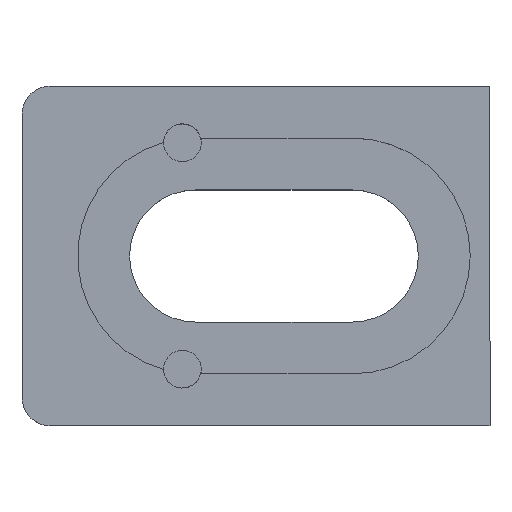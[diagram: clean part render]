
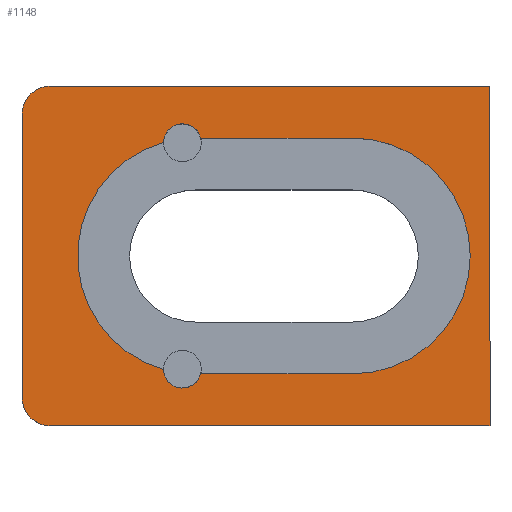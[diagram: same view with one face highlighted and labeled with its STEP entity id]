
A CAD part, top view. The second image highlights one B-rep face of the part: STEP entity #1148.
In plain terms, the highlighted planar face has unit normal (0, 0, 1).
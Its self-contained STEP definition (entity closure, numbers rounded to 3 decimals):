
#3 = CARTESIAN_POINT ( 'NONE',  ( -4.9, 6.014, 3. ) ) ;
#25 = CARTESIAN_POINT ( 'NONE',  ( 5.1, 0., 3. ) ) ;
#41 = LINE ( 'NONE', #829, #337 ) ;
#67 = CIRCLE ( 'NONE', #715, 6.25 ) ;
#69 = LINE ( 'NONE', #820, #977 ) ;
#85 = CARTESIAN_POINT ( 'NONE',  ( -2.932, -6.25, 3. ) ) ;
#136 = DIRECTION ( 'NONE',  ( 1., 0., 0. ) ) ;
#169 = CARTESIAN_POINT ( 'NONE',  ( -3.2, 0., 3. ) ) ;
#173 = LINE ( 'NONE', #1099, #1365 ) ;
#177 = CARTESIAN_POINT ( 'NONE',  ( -3.9, 6., 3. ) ) ;
#228 = CIRCLE ( 'NONE', #442, 1. ) ;
#248 = CARTESIAN_POINT ( 'NONE',  ( -3.9, -6., 3. ) ) ;
#263 = EDGE_CURVE ( 'NONE', #1446, #638, #1239, .T. ) ;
#264 = VECTOR ( 'NONE', #879, 1000. ) ;
#281 = CIRCLE ( 'NONE', #304, 6.25 ) ;
#284 = DIRECTION ( 'NONE',  ( 1., 0., 0. ) ) ;
#290 = DIRECTION ( 'NONE',  ( 1., 0., 0. ) ) ;
#293 = EDGE_CURVE ( 'NONE', #1071, #611, #281, .T. ) ;
#304 = AXIS2_PLACEMENT_3D ( 'NONE', #25, #845, #136 ) ;
#317 = CARTESIAN_POINT ( 'NONE',  ( -12.4, -7.5, 3. ) ) ;
#320 = FACE_OUTER_BOUND ( 'NONE', #672, .T. ) ;
#337 = VECTOR ( 'NONE', #937, 1000. ) ;
#353 = VERTEX_POINT ( 'NONE', #865 ) ;
#362 = VERTEX_POINT ( 'NONE', #979 ) ;
#364 = DIRECTION ( 'NONE',  ( 1., 0., 0. ) ) ;
#368 = EDGE_CURVE ( 'NONE', #621, #923, #173, .T. ) ;
#376 = CIRCLE ( 'NONE', #1170, 1.5 ) ;
#387 = ORIENTED_EDGE ( 'NONE', *, *, #293, .F. ) ;
#394 = EDGE_CURVE ( 'NONE', #909, #362, #1045, .T. ) ;
#399 = ORIENTED_EDGE ( 'NONE', *, *, #805, .F. ) ;
#419 = ORIENTED_EDGE ( 'NONE', *, *, #263, .T. ) ;
#442 = AXIS2_PLACEMENT_3D ( 'NONE', #177, #1008, #290 ) ;
#469 = CARTESIAN_POINT ( 'NONE',  ( 11.35, 0., 3. ) ) ;
#482 = CARTESIAN_POINT ( 'NONE',  ( 12.4, -9., 3. ) ) ;
#489 = EDGE_CURVE ( 'NONE', #1055, #827, #228, .T. ) ;
#507 = CARTESIAN_POINT ( 'NONE',  ( -12.4, 7.5, 3. ) ) ;
#515 = DIRECTION ( 'NONE',  ( 0., 0., 1. ) ) ;
#526 = DIRECTION ( 'NONE',  ( 0., 0., 1. ) ) ;
#530 = CARTESIAN_POINT ( 'NONE',  ( 12.4, -9., 3. ) ) ;
#590 = CARTESIAN_POINT ( 'NONE',  ( -10.9, -7.5, 3. ) ) ;
#599 = DIRECTION ( 'NONE',  ( -1., 0., 0. ) ) ;
#608 = CARTESIAN_POINT ( 'NONE',  ( -12.4, 9., 3. ) ) ;
#610 = FACE_BOUND ( 'NONE', #999, .T. ) ;
#611 = VERTEX_POINT ( 'NONE', #913 ) ;
#614 = ORIENTED_EDGE ( 'NONE', *, *, #368, .F. ) ;
#621 = VERTEX_POINT ( 'NONE', #85 ) ;
#631 = CIRCLE ( 'NONE', #1192, 6.25 ) ;
#638 = VERTEX_POINT ( 'NONE', #317 ) ;
#672 = EDGE_LOOP ( 'NONE', ( #1491, #1125, #419, #983, #1047, #947 ) ) ;
#709 = DIRECTION ( 'NONE',  ( -1., 0., 0. ) ) ;
#715 = AXIS2_PLACEMENT_3D ( 'NONE', #1226, #515, #1339 ) ;
#731 = VECTOR ( 'NONE', #1288, 1000. ) ;
#750 = CARTESIAN_POINT ( 'NONE',  ( -2.932, 6.25, 3. ) ) ;
#780 = ORIENTED_EDGE ( 'NONE', *, *, #1194, .F. ) ;
#805 = EDGE_CURVE ( 'NONE', #611, #1055, #69, .T. ) ;
#811 = CIRCLE ( 'NONE', #1301, 1. ) ;
#820 = CARTESIAN_POINT ( 'NONE',  ( -3.2, 6.25, 3. ) ) ;
#823 = EDGE_CURVE ( 'NONE', #638, #1258, #376, .T. ) ;
#827 = VERTEX_POINT ( 'NONE', #3 ) ;
#829 = CARTESIAN_POINT ( 'NONE',  ( 12.4, 9., 3. ) ) ;
#845 = DIRECTION ( 'NONE',  ( 0., 0., 1. ) ) ;
#852 = EDGE_CURVE ( 'NONE', #362, #353, #41, .T. ) ;
#856 = CARTESIAN_POINT ( 'NONE',  ( -10.9, -9., 3. ) ) ;
#865 = CARTESIAN_POINT ( 'NONE',  ( -10.9, 9., 3. ) ) ;
#879 = DIRECTION ( 'NONE',  ( 1., 0., 0. ) ) ;
#906 = ORIENTED_EDGE ( 'NONE', *, *, #1356, .F. ) ;
#909 = VERTEX_POINT ( 'NONE', #1426 ) ;
#913 = CARTESIAN_POINT ( 'NONE',  ( 5.1, 6.25, 3. ) ) ;
#923 = VERTEX_POINT ( 'NONE', #960 ) ;
#937 = DIRECTION ( 'NONE',  ( -1., 0., 0. ) ) ;
#947 = ORIENTED_EDGE ( 'NONE', *, *, #394, .T. ) ;
#960 = CARTESIAN_POINT ( 'NONE',  ( 5.1, -6.25, 3. ) ) ;
#977 = VECTOR ( 'NONE', #1535, 1000. ) ;
#979 = CARTESIAN_POINT ( 'NONE',  ( 12.4, 9., 3. ) ) ;
#983 = ORIENTED_EDGE ( 'NONE', *, *, #823, .T. ) ;
#999 = EDGE_LOOP ( 'NONE', ( #780, #906, #1209, #399, #387, #1251, #614 ) ) ;
#1000 = DIRECTION ( 'NONE',  ( 0., 0., 1. ) ) ;
#1008 = DIRECTION ( 'NONE',  ( 0., 0., 1. ) ) ;
#1032 = AXIS2_PLACEMENT_3D ( 'NONE', #1238, #526, #1354 ) ;
#1045 = LINE ( 'NONE', #1340, #731 ) ;
#1047 = ORIENTED_EDGE ( 'NONE', *, *, #1380, .T. ) ;
#1055 = VERTEX_POINT ( 'NONE', #750 ) ;
#1071 = VERTEX_POINT ( 'NONE', #469 ) ;
#1081 = DIRECTION ( 'NONE',  ( 0., 0., 1. ) ) ;
#1099 = CARTESIAN_POINT ( 'NONE',  ( -3.2, -6.25, 3. ) ) ;
#1107 = CARTESIAN_POINT ( 'NONE',  ( -4.9, -6.014, 3. ) ) ;
#1125 = ORIENTED_EDGE ( 'NONE', *, *, #1330, .T. ) ;
#1148 = ADVANCED_FACE ( 'NONE', ( #610, #320 ), #1190, .F. ) ;
#1170 = AXIS2_PLACEMENT_3D ( 'NONE', #590, #1414, #709 ) ;
#1190 = PLANE ( 'NONE',  #1376 ) ;
#1192 = AXIS2_PLACEMENT_3D ( 'NONE', #169, #1000, #284 ) ;
#1194 = EDGE_CURVE ( 'NONE', #1308, #621, #811, .T. ) ;
#1209 = ORIENTED_EDGE ( 'NONE', *, *, #489, .F. ) ;
#1226 = CARTESIAN_POINT ( 'NONE',  ( 5.1, 0., 3. ) ) ;
#1227 = DIRECTION ( 'NONE',  ( 1., 0., 0. ) ) ;
#1238 = CARTESIAN_POINT ( 'NONE',  ( -10.9, 7.5, 3. ) ) ;
#1239 = LINE ( 'NONE', #608, #1511 ) ;
#1251 = ORIENTED_EDGE ( 'NONE', *, *, #1284, .F. ) ;
#1258 = VERTEX_POINT ( 'NONE', #856 ) ;
#1284 = EDGE_CURVE ( 'NONE', #923, #1071, #67, .T. ) ;
#1288 = DIRECTION ( 'NONE',  ( 0., 1., 0. ) ) ;
#1292 = CIRCLE ( 'NONE', #1032, 1.5 ) ;
#1301 = AXIS2_PLACEMENT_3D ( 'NONE', #248, #1081, #364 ) ;
#1308 = VERTEX_POINT ( 'NONE', #1107 ) ;
#1309 = DIRECTION ( 'NONE',  ( 0., 0., -1. ) ) ;
#1330 = EDGE_CURVE ( 'NONE', #353, #1446, #1292, .T. ) ;
#1339 = DIRECTION ( 'NONE',  ( 1., 0., 0. ) ) ;
#1340 = CARTESIAN_POINT ( 'NONE',  ( 12.4, 9., 3. ) ) ;
#1354 = DIRECTION ( 'NONE',  ( -1., 0., 0. ) ) ;
#1356 = EDGE_CURVE ( 'NONE', #827, #1308, #631, .T. ) ;
#1365 = VECTOR ( 'NONE', #1227, 1000. ) ;
#1376 = AXIS2_PLACEMENT_3D ( 'NONE', #482, #1309, #599 ) ;
#1380 = EDGE_CURVE ( 'NONE', #1258, #909, #1532, .T. ) ;
#1414 = DIRECTION ( 'NONE',  ( 0., 0., 1. ) ) ;
#1426 = CARTESIAN_POINT ( 'NONE',  ( 12.4, -9., 3. ) ) ;
#1433 = DIRECTION ( 'NONE',  ( 0., -1., 0. ) ) ;
#1446 = VERTEX_POINT ( 'NONE', #507 ) ;
#1491 = ORIENTED_EDGE ( 'NONE', *, *, #852, .T. ) ;
#1511 = VECTOR ( 'NONE', #1433, 1000. ) ;
#1532 = LINE ( 'NONE', #530, #264 ) ;
#1535 = DIRECTION ( 'NONE',  ( -1., 0., 0. ) ) ;
